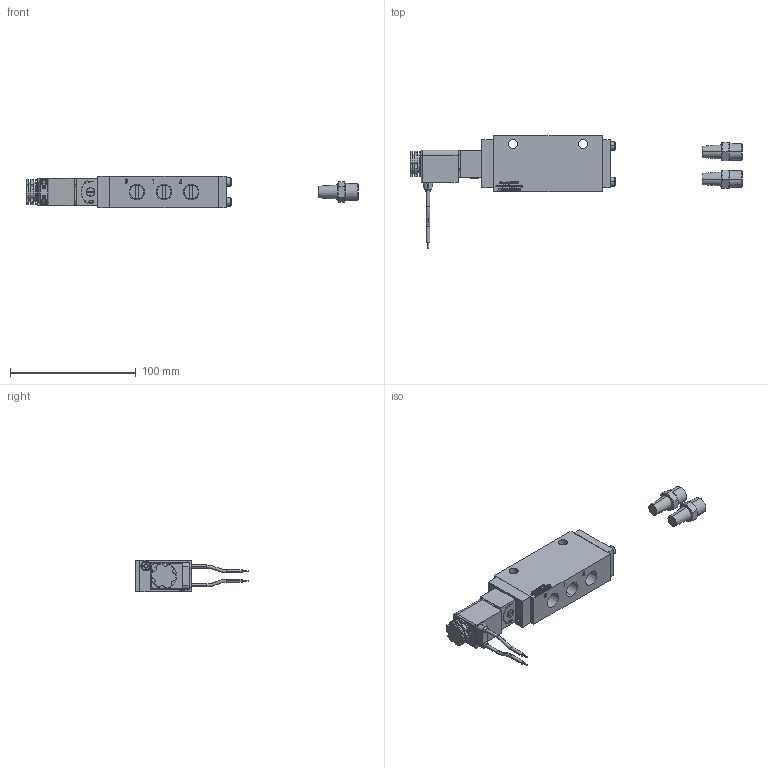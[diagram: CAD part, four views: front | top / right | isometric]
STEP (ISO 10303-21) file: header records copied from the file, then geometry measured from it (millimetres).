
FILE_DESCRIPTION (( 'STEP AP214' ), '1' );
FILE_NAME ('B2400-B41-VALVE-.25-NPT-5-2-SOL-SR-12DC.STEP', '2022-05-25T17:01:21', ( '' ), ( '' ), 'SwSTEP 2.0', 'SolidWorks 2018', '' );
FILE_SCHEMA (( 'AUTOMOTIVE_DESIGN' ));
Length unit declared in the file: inch
Products named in the file (1): B2400-B41-VALVE-.25-NPT-5-2-SOL-SR-12DC
Bounding box: 264.2 x 89.21 x 25.41 mm (x, y, z)
Volume: 137473.2 mm3; surface area: 32755.3 mm2
Topology: 9 solids, 9 shells, 1897 faces, 4845 edges, 3171 vertices
Faces by surface type: plane 1004, bspline 584, cylinder 164, cone 143, torus 2
Entity records: 109664 total; most frequent: CARTESIAN_POINT 43038, ORIENTED_EDGE 9672, DIRECTION 6601, EDGE_CURVE 4836, VERTEX_POINT 3171, VECTOR 3025, LINE 3025, EDGE_LOOP 2115
